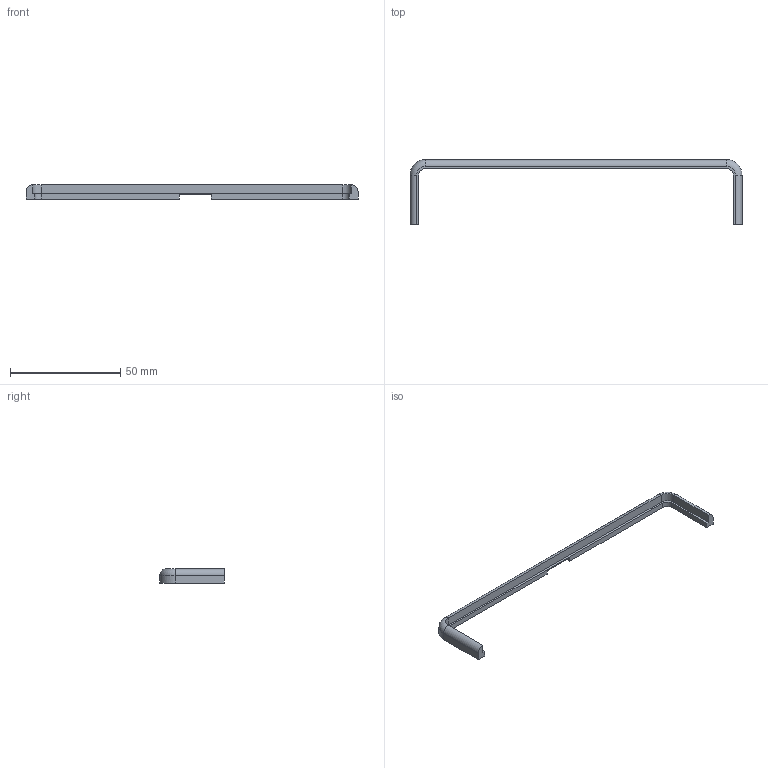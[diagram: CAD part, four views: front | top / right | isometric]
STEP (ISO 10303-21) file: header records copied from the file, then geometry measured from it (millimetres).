
FILE_DESCRIPTION(/* description */ ('STEP AP214'),/* implementation_level */ '2;1');
FILE_NAME(/* name */ '602c269864c515116cf2d48d',/* time_stamp */ '2021-02-16T20:10:01+00:00',/* author */ (''),/* organization */ (''),/* preprocessor_version */ 'ST-DEVELOPER v18.1',/* originating_system */ ' ',/* authorisation */ ' ');
FILE_SCHEMA (('AUTOMOTIVE_DESIGN {1 0 10303 214 3 1 1}'));
Length unit declared in the file: metre
Products named in the file (1): Bottom Left
Bounding box: 150.27 x 29.28 x 6.5 mm (x, y, z)
Volume: 3833.9 mm3; surface area: 3865.7 mm2
Topology: 1 solids, 1 shells, 31 faces, 77 edges, 48 vertices
Faces by surface type: plane 17, cylinder 12, torus 2
Entity records: 947 total; most frequent: CARTESIAN_POINT 173, DIRECTION 155, ORIENTED_EDGE 154, EDGE_CURVE 77, LINE 55, VECTOR 55, AXIS2_PLACEMENT_3D 50, VERTEX_POINT 48
